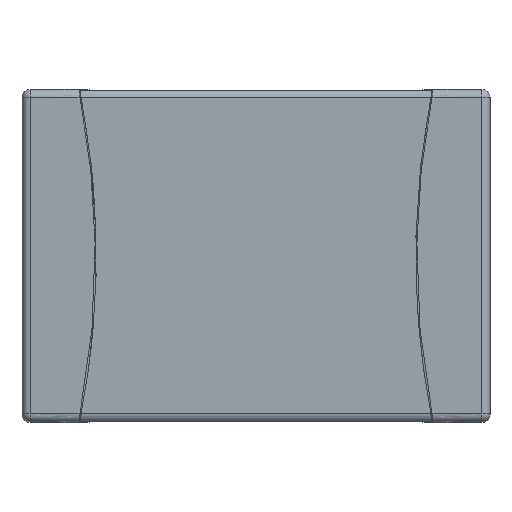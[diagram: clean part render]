
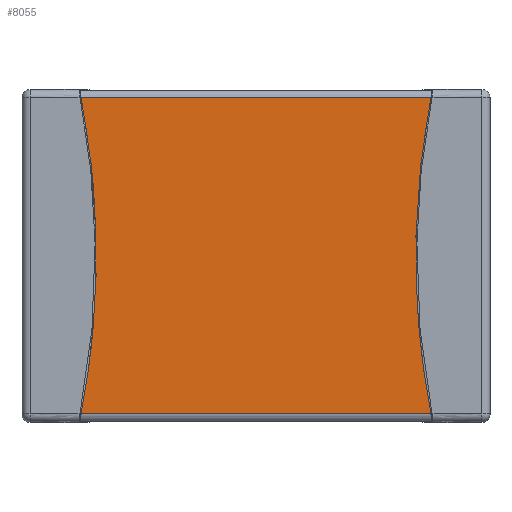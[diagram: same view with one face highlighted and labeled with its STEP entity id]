
A CAD part, top view. The second image highlights one B-rep face of the part: STEP entity #8055.
In plain terms, the highlighted planar face has unit normal (0, 0, 1).
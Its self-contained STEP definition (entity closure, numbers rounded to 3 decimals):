
#7480 = EDGE_CURVE('',#7481,#7483,#7485,.T.);
#7481 = VERTEX_POINT('',#7482);
#7482 = CARTESIAN_POINT('',(-2.15,-1.52,1.6));
#7483 = VERTEX_POINT('',#7484);
#7484 = CARTESIAN_POINT('',(2.15,-1.52,1.6));
#7485 = SURFACE_CURVE('',#7486,(#7490,#7502),.PCURVE_S1.);
#7486 = LINE('',#7487,#7488);
#7487 = CARTESIAN_POINT('',(-2.15,-1.52,1.6));
#7488 = VECTOR('',#7489,1.);
#7489 = DIRECTION('',(1.,0.,0.));
#7490 = PCURVE('',#7491,#7496);
#7491 = CYLINDRICAL_SURFACE('',#7492,0.07);
#7492 = AXIS2_PLACEMENT_3D('',#7493,#7494,#7495);
#7493 = CARTESIAN_POINT('',(-2.15,-1.52,1.53));
#7494 = DIRECTION('',(-1.,0.,0.));
#7495 = DIRECTION('',(0.,1.,0.));
#7496 = DEFINITIONAL_REPRESENTATION('',(#7497),#7501);
#7497 = LINE('',#7498,#7499);
#7498 = CARTESIAN_POINT('',(-1.571,0.));
#7499 = VECTOR('',#7500,1.);
#7500 = DIRECTION('',(-0.,-1.));
#7501 = ( GEOMETRIC_REPRESENTATION_CONTEXT(2) 
PARAMETRIC_REPRESENTATION_CONTEXT() REPRESENTATION_CONTEXT('2D SPACE',''
  ) );
#7502 = PCURVE('',#7503,#7508);
#7503 = PLANE('',#7504);
#7504 = AXIS2_PLACEMENT_3D('',#7505,#7506,#7507);
#7505 = CARTESIAN_POINT('',(-2.15,-1.52,1.6));
#7506 = DIRECTION('',(0.,0.,1.));
#7507 = DIRECTION('',(0.,1.,0.));
#7508 = DEFINITIONAL_REPRESENTATION('',(#7509),#7513);
#7509 = LINE('',#7510,#7511);
#7510 = CARTESIAN_POINT('',(0.,0.));
#7511 = VECTOR('',#7512,1.);
#7512 = DIRECTION('',(0.,-1.));
#7513 = ( GEOMETRIC_REPRESENTATION_CONTEXT(2) 
PARAMETRIC_REPRESENTATION_CONTEXT() REPRESENTATION_CONTEXT('2D SPACE',''
  ) );
#7532 = PLANE('',#7533);
#7533 = AXIS2_PLACEMENT_3D('',#7534,#7535,#7536);
#7534 = CARTESIAN_POINT('',(2.15,0.,0.81));
#7535 = DIRECTION('',(1.,0.,0.));
#7536 = DIRECTION('',(0.,0.,1.));
#7587 = PLANE('',#7588);
#7588 = AXIS2_PLACEMENT_3D('',#7589,#7590,#7591);
#7589 = CARTESIAN_POINT('',(-2.15,0.,0.81));
#7590 = DIRECTION('',(1.,0.,0.));
#7591 = DIRECTION('',(0.,0.,1.));
#7928 = CYLINDRICAL_SURFACE('',#7929,0.07);
#7929 = AXIS2_PLACEMENT_3D('',#7930,#7931,#7932);
#7930 = CARTESIAN_POINT('',(-2.15,1.52,1.53));
#7931 = DIRECTION('',(-1.,0.,0.));
#7932 = DIRECTION('',(0.,1.,0.));
#7988 = VERTEX_POINT('',#7989);
#7989 = CARTESIAN_POINT('',(2.15,1.52,1.6));
#8011 = EDGE_CURVE('',#8012,#7988,#8014,.T.);
#8012 = VERTEX_POINT('',#8013);
#8013 = CARTESIAN_POINT('',(-2.15,1.52,1.6));
#8014 = SURFACE_CURVE('',#8015,(#8019,#8026),.PCURVE_S1.);
#8015 = LINE('',#8016,#8017);
#8016 = CARTESIAN_POINT('',(-2.15,1.52,1.6));
#8017 = VECTOR('',#8018,1.);
#8018 = DIRECTION('',(1.,0.,0.));
#8019 = PCURVE('',#7928,#8020);
#8020 = DEFINITIONAL_REPRESENTATION('',(#8021),#8025);
#8021 = LINE('',#8022,#8023);
#8022 = CARTESIAN_POINT('',(-1.571,0.));
#8023 = VECTOR('',#8024,1.);
#8024 = DIRECTION('',(-0.,-1.));
#8025 = ( GEOMETRIC_REPRESENTATION_CONTEXT(2) 
PARAMETRIC_REPRESENTATION_CONTEXT() REPRESENTATION_CONTEXT('2D SPACE',''
  ) );
#8026 = PCURVE('',#7503,#8027);
#8027 = DEFINITIONAL_REPRESENTATION('',(#8028),#8032);
#8028 = LINE('',#8029,#8030);
#8029 = CARTESIAN_POINT('',(3.04,0.));
#8030 = VECTOR('',#8031,1.);
#8031 = DIRECTION('',(0.,-1.));
#8032 = ( GEOMETRIC_REPRESENTATION_CONTEXT(2) 
PARAMETRIC_REPRESENTATION_CONTEXT() REPRESENTATION_CONTEXT('2D SPACE',''
  ) );
#8055 = ADVANCED_FACE('',(#8056),#7503,.T.);
#8056 = FACE_BOUND('',#8057,.T.);
#8057 = EDGE_LOOP('',(#8058,#8059,#8080,#8081));
#8058 = ORIENTED_EDGE('',*,*,#7480,.T.);
#8059 = ORIENTED_EDGE('',*,*,#8060,.T.);
#8060 = EDGE_CURVE('',#7483,#7988,#8061,.T.);
#8061 = SURFACE_CURVE('',#8062,(#8066,#8073),.PCURVE_S1.);
#8062 = LINE('',#8063,#8064);
#8063 = CARTESIAN_POINT('',(2.15,-1.52,1.6));
#8064 = VECTOR('',#8065,1.);
#8065 = DIRECTION('',(0.,1.,0.));
#8066 = PCURVE('',#7503,#8067);
#8067 = DEFINITIONAL_REPRESENTATION('',(#8068),#8072);
#8068 = LINE('',#8069,#8070);
#8069 = CARTESIAN_POINT('',(0.,-4.3));
#8070 = VECTOR('',#8071,1.);
#8071 = DIRECTION('',(1.,0.));
#8072 = ( GEOMETRIC_REPRESENTATION_CONTEXT(2) 
PARAMETRIC_REPRESENTATION_CONTEXT() REPRESENTATION_CONTEXT('2D SPACE',''
  ) );
#8073 = PCURVE('',#7532,#8074);
#8074 = DEFINITIONAL_REPRESENTATION('',(#8075),#8079);
#8075 = LINE('',#8076,#8077);
#8076 = CARTESIAN_POINT('',(0.79,1.52));
#8077 = VECTOR('',#8078,1.);
#8078 = DIRECTION('',(0.,-1.));
#8079 = ( GEOMETRIC_REPRESENTATION_CONTEXT(2) 
PARAMETRIC_REPRESENTATION_CONTEXT() REPRESENTATION_CONTEXT('2D SPACE',''
  ) );
#8080 = ORIENTED_EDGE('',*,*,#8011,.F.);
#8081 = ORIENTED_EDGE('',*,*,#8082,.F.);
#8082 = EDGE_CURVE('',#7481,#8012,#8083,.T.);
#8083 = SURFACE_CURVE('',#8084,(#8088,#8095),.PCURVE_S1.);
#8084 = LINE('',#8085,#8086);
#8085 = CARTESIAN_POINT('',(-2.15,-1.52,1.6));
#8086 = VECTOR('',#8087,1.);
#8087 = DIRECTION('',(0.,1.,0.));
#8088 = PCURVE('',#7503,#8089);
#8089 = DEFINITIONAL_REPRESENTATION('',(#8090),#8094);
#8090 = LINE('',#8091,#8092);
#8091 = CARTESIAN_POINT('',(0.,0.));
#8092 = VECTOR('',#8093,1.);
#8093 = DIRECTION('',(1.,0.));
#8094 = ( GEOMETRIC_REPRESENTATION_CONTEXT(2) 
PARAMETRIC_REPRESENTATION_CONTEXT() REPRESENTATION_CONTEXT('2D SPACE',''
  ) );
#8095 = PCURVE('',#7587,#8096);
#8096 = DEFINITIONAL_REPRESENTATION('',(#8097),#8101);
#8097 = LINE('',#8098,#8099);
#8098 = CARTESIAN_POINT('',(0.79,1.52));
#8099 = VECTOR('',#8100,1.);
#8100 = DIRECTION('',(0.,-1.));
#8101 = ( GEOMETRIC_REPRESENTATION_CONTEXT(2) 
PARAMETRIC_REPRESENTATION_CONTEXT() REPRESENTATION_CONTEXT('2D SPACE',''
  ) );
